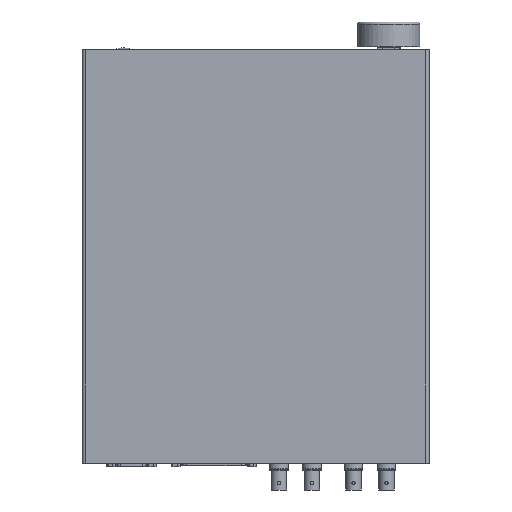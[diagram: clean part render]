
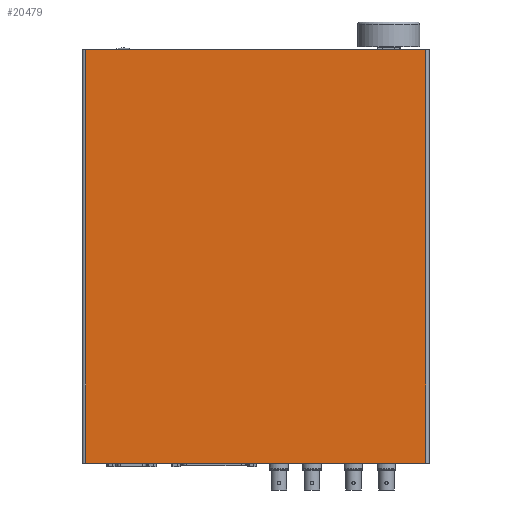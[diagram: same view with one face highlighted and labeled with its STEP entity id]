
A CAD part, front view. The second image highlights one B-rep face of the part: STEP entity #20479.
In plain terms, the highlighted planar face has unit normal (0, -1, 0).
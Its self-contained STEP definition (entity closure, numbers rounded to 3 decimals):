
#17142=FACE_OUTER_BOUND('',#36367,.T.);
#20479=ADVANCED_FACE('',(#17142),#23299,.T.);
#23299=PLANE('',#68746);
#26641=LINE('',#91790,#31398);
#26644=LINE('',#91798,#31401);
#26648=LINE('',#91808,#31405);
#26649=LINE('',#91809,#31406);
#31398=VECTOR('',#75361,1.);
#31401=VECTOR('',#75370,1.);
#31405=VECTOR('',#75386,1.);
#31406=VECTOR('',#75387,1.);
#36367=EDGE_LOOP('',(#41541,#41542,#41543,#41544));
#41541=ORIENTED_EDGE('',*,*,#60433,.T.);
#41542=ORIENTED_EDGE('',*,*,#60423,.T.);
#41543=ORIENTED_EDGE('',*,*,#60434,.T.);
#41544=ORIENTED_EDGE('',*,*,#60427,.F.);
#55402=VERTEX_POINT('',#91783);
#55403=VERTEX_POINT('',#91787);
#55404=VERTEX_POINT('',#91789);
#55406=VERTEX_POINT('',#91797);
#60423=EDGE_CURVE('',#55403,#55404,#26641,.T.);
#60427=EDGE_CURVE('',#55402,#55406,#26644,.T.);
#60433=EDGE_CURVE('',#55402,#55403,#26648,.T.);
#60434=EDGE_CURVE('',#55404,#55406,#26649,.T.);
#68746=AXIS2_PLACEMENT_3D('',#91810,#75388,#75389);
#75361=DIRECTION('',(1.,0.,0.));
#75370=DIRECTION('',(1.,0.,0.));
#75386=DIRECTION('',(0.,0.,-1.));
#75387=DIRECTION('',(0.,0.,1.));
#75388=DIRECTION('',(0.,-1.,0.));
#75389=DIRECTION('',(0.,0.,1.));
#91783=CARTESIAN_POINT('',(-4.115,-2.7,0.));
#91787=CARTESIAN_POINT('',(-4.115,-2.7,-10.));
#91789=CARTESIAN_POINT('',(4.115,-2.7,-10.));
#91790=CARTESIAN_POINT('',(4.115,-2.7,-10.));
#91797=CARTESIAN_POINT('',(4.115,-2.7,0.));
#91798=CARTESIAN_POINT('',(4.115,-2.7,0.));
#91808=CARTESIAN_POINT('',(-4.115,-2.7,-10.));
#91809=CARTESIAN_POINT('',(4.115,-2.7,-10.));
#91810=CARTESIAN_POINT('',(4.115,-2.7,-10.));
